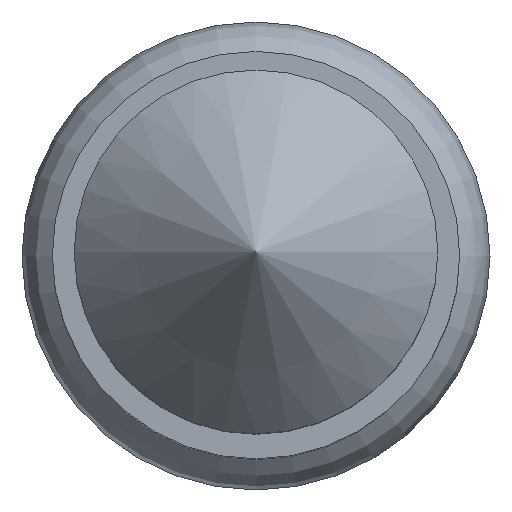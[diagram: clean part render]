
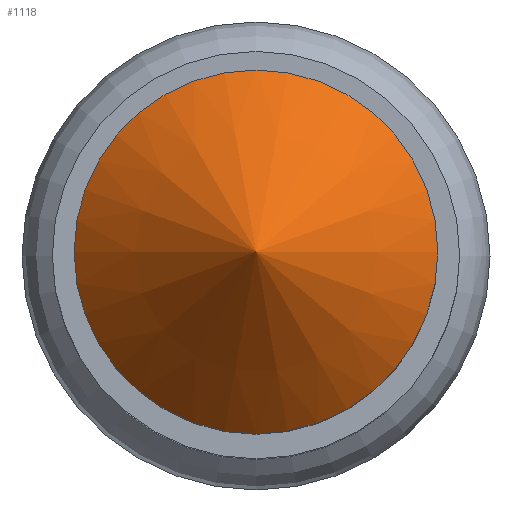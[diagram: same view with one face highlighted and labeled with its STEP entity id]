
A CAD part, top view. The second image highlights one B-rep face of the part: STEP entity #1118.
In plain terms, the highlighted conical face has half-angle 45 degrees and reference radius 2 mm.
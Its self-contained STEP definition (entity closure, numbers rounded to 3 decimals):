
#1009 = CYLINDRICAL_SURFACE('',#1010,0.75);
#1010 = AXIS2_PLACEMENT_3D('',#1011,#1012,#1013);
#1011 = CARTESIAN_POINT('',(0.,0.,31.45));
#1012 = DIRECTION('',(-0.,-0.,-1.));
#1013 = DIRECTION('',(1.,0.,0.));
#1034 = VERTEX_POINT('',#1035);
#1035 = CARTESIAN_POINT('',(0.75,0.,32.7));
#1056 = EDGE_CURVE('',#1034,#1034,#1057,.T.);
#1057 = SURFACE_CURVE('',#1058,(#1063,#1070),.PCURVE_S1.);
#1058 = CIRCLE('',#1059,0.75);
#1059 = AXIS2_PLACEMENT_3D('',#1060,#1061,#1062);
#1060 = CARTESIAN_POINT('',(0.,0.,32.7));
#1061 = DIRECTION('',(0.,0.,-1.));
#1062 = DIRECTION('',(0.,1.,0.));
#1063 = PCURVE('',#1009,#1064);
#1064 = DEFINITIONAL_REPRESENTATION('',(#1065),#1069);
#1065 = LINE('',#1066,#1067);
#1066 = CARTESIAN_POINT('',(-7.854,-1.25));
#1067 = VECTOR('',#1068,1.);
#1068 = DIRECTION('',(1.,-0.));
#1069 = ( GEOMETRIC_REPRESENTATION_CONTEXT(2) 
PARAMETRIC_REPRESENTATION_CONTEXT() REPRESENTATION_CONTEXT('2D SPACE',''
  ) );
#1070 = PCURVE('',#1071,#1076);
#1071 = CONICAL_SURFACE('',#1072,2.,0.785);
#1072 = AXIS2_PLACEMENT_3D('',#1073,#1074,#1075);
#1073 = CARTESIAN_POINT('',(0.,0.,31.45));
#1074 = DIRECTION('',(-0.,-0.,-1.));
#1075 = DIRECTION('',(1.,0.,0.));
#1076 = DEFINITIONAL_REPRESENTATION('',(#1077),#1081);
#1077 = LINE('',#1078,#1079);
#1078 = CARTESIAN_POINT('',(-7.854,-1.25));
#1079 = VECTOR('',#1080,1.);
#1080 = DIRECTION('',(1.,-0.));
#1081 = ( GEOMETRIC_REPRESENTATION_CONTEXT(2) 
PARAMETRIC_REPRESENTATION_CONTEXT() REPRESENTATION_CONTEXT('2D SPACE',''
  ) );
#1118 = ADVANCED_FACE('',(#1119),#1071,.T.);
#1119 = FACE_BOUND('',#1120,.T.);
#1120 = EDGE_LOOP('',(#1121,#1144,#1145));
#1121 = ORIENTED_EDGE('',*,*,#1122,.T.);
#1122 = EDGE_CURVE('',#1034,#1123,#1125,.T.);
#1123 = VERTEX_POINT('',#1124);
#1124 = CARTESIAN_POINT('',(0.,0.,33.45
    ));
#1125 = SEAM_CURVE('',#1126,(#1130,#1137),.PCURVE_S1.);
#1126 = LINE('',#1127,#1128);
#1127 = CARTESIAN_POINT('',(2.,0.,31.45));
#1128 = VECTOR('',#1129,1.);
#1129 = DIRECTION('',(-0.707,0.,0.707)
  );
#1130 = PCURVE('',#1071,#1131);
#1131 = DEFINITIONAL_REPRESENTATION('',(#1132),#1136);
#1132 = LINE('',#1133,#1134);
#1133 = CARTESIAN_POINT('',(-6.283,0.));
#1134 = VECTOR('',#1135,1.);
#1135 = DIRECTION('',(-0.,-1.));
#1136 = ( GEOMETRIC_REPRESENTATION_CONTEXT(2) 
PARAMETRIC_REPRESENTATION_CONTEXT() REPRESENTATION_CONTEXT('2D SPACE',''
  ) );
#1137 = PCURVE('',#1071,#1138);
#1138 = DEFINITIONAL_REPRESENTATION('',(#1139),#1143);
#1139 = LINE('',#1140,#1141);
#1140 = CARTESIAN_POINT('',(0.,-0.));
#1141 = VECTOR('',#1142,1.);
#1142 = DIRECTION('',(-0.,-1.));
#1143 = ( GEOMETRIC_REPRESENTATION_CONTEXT(2) 
PARAMETRIC_REPRESENTATION_CONTEXT() REPRESENTATION_CONTEXT('2D SPACE',''
  ) );
#1144 = ORIENTED_EDGE('',*,*,#1122,.F.);
#1145 = ORIENTED_EDGE('',*,*,#1056,.F.);
